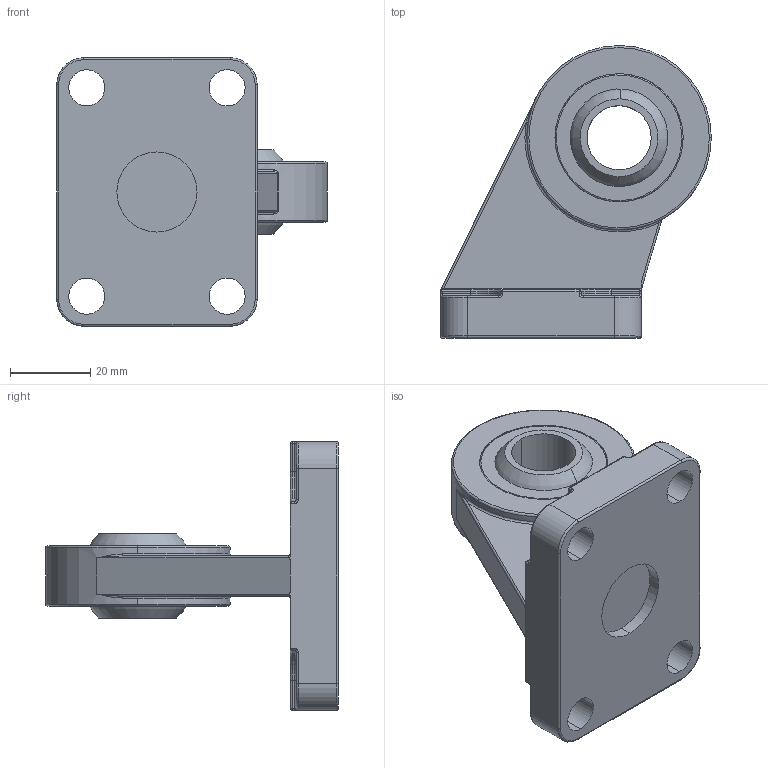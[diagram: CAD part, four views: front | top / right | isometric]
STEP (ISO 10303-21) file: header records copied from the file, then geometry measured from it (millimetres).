
FILE_DESCRIPTION (( 'STEP AP214' ), '1' );
FILE_NAME ('RD000113.STEP', '2018-09-10T07:12:57', ( '' ), ( '' ), 'SwSTEP 2.0', 'SolidWorks 2018', '' );
FILE_SCHEMA (( 'AUTOMOTIVE_DESIGN' ));
Length unit declared in the file: millimetre
Products named in the file (1): RD000113
Bounding box: 67.5 x 73 x 67 mm (x, y, z)
Volume: 68394.6 mm3; surface area: 23662.8 mm2
Topology: 3 solids, 3 shells, 160 faces, 378 edges, 217 vertices
Faces by surface type: cylinder 73, torus 36, plane 30, sphere 14, bspline 7
Entity records: 6791 total; most frequent: CARTESIAN_POINT 1247, DIRECTION 866, ORIENTED_EDGE 740, EDGE_CURVE 370, AXIS2_PLACEMENT_3D 365, VERTEX_POINT 217, CIRCLE 211, EDGE_LOOP 175
